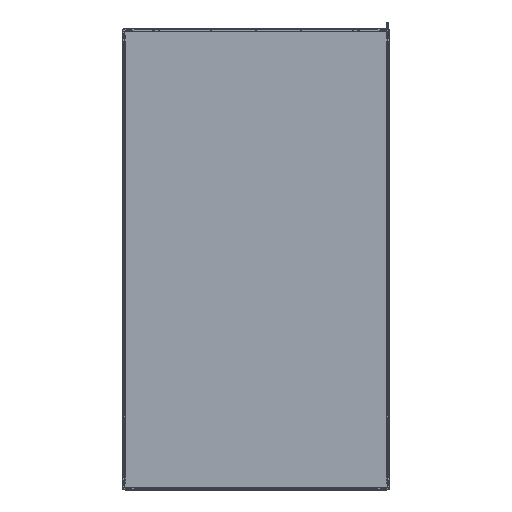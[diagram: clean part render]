
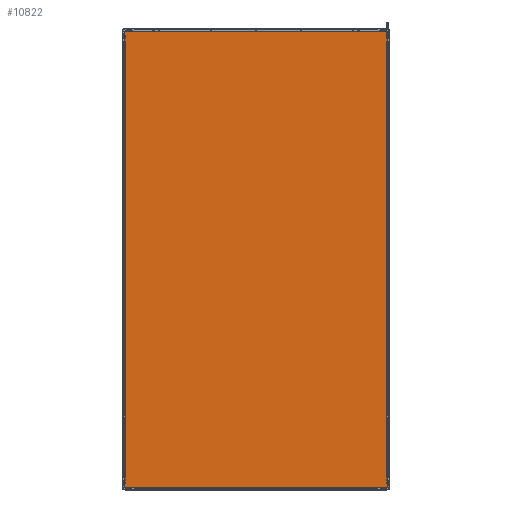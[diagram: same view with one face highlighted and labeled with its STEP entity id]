
A CAD part, top view. The second image highlights one B-rep face of the part: STEP entity #10822.
In plain terms, the highlighted face is planar.
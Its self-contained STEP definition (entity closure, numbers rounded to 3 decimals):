
#10603=CARTESIAN_POINT('',(849.2,4.,-488.05));
#10604=DIRECTION('',(0.,1.,0.));
#10605=DIRECTION('',(1.,0.,0.));
#10606=AXIS2_PLACEMENT_3D('',#10603,#10604,#10605);
#10608=DIRECTION('',(0.,0.,-1.));
#10609=VECTOR('',#10608,976.1);
#10610=CARTESIAN_POINT('',(856.7,4.,488.05));
#10611=LINE('',#10610,#10609);
#10612=CARTESIAN_POINT('',(849.2,4.,488.05));
#10613=DIRECTION('',(0.,1.,0.));
#10614=DIRECTION('',(0.,0.,1.));
#10615=AXIS2_PLACEMENT_3D('',#10612,#10613,#10614);
#10617=DIRECTION('',(1.,0.,0.));
#10618=VECTOR('',#10617,1698.4);
#10619=CARTESIAN_POINT('',(-849.2,4.,495.55));
#10620=LINE('',#10619,#10618);
#10621=CARTESIAN_POINT('',(-849.2,4.,488.05));
#10622=DIRECTION('',(0.,1.,0.));
#10623=DIRECTION('',(-1.,0.,0.));
#10624=AXIS2_PLACEMENT_3D('',#10621,#10622,#10623);
#10626=DIRECTION('',(0.,0.,1.));
#10627=VECTOR('',#10626,976.1);
#10628=CARTESIAN_POINT('',(-856.7,4.,-488.05));
#10629=LINE('',#10628,#10627);
#10630=CARTESIAN_POINT('',(-849.2,4.,-488.05));
#10631=DIRECTION('',(0.,1.,0.));
#10632=DIRECTION('',(0.,0.,-1.));
#10633=AXIS2_PLACEMENT_3D('',#10630,#10631,#10632);
#10635=DIRECTION('',(-1.,0.,0.));
#10636=VECTOR('',#10635,1698.4);
#10637=CARTESIAN_POINT('',(849.2,4.,-495.55));
#10638=LINE('',#10637,#10636);
#10643=CARTESIAN_POINT('',(856.7,4.,-488.05));
#10644=VERTEX_POINT('',#10643);
#10645=CARTESIAN_POINT('',(849.2,4.,-495.55));
#10646=VERTEX_POINT('',#10645);
#10651=CARTESIAN_POINT('',(-849.2,4.,-495.55));
#10652=VERTEX_POINT('',#10651);
#10653=CARTESIAN_POINT('',(-856.7,4.,-488.05));
#10654=VERTEX_POINT('',#10653);
#10659=CARTESIAN_POINT('',(849.2,4.,495.55));
#10660=VERTEX_POINT('',#10659);
#10661=CARTESIAN_POINT('',(856.7,4.,488.05));
#10662=VERTEX_POINT('',#10661);
#10667=CARTESIAN_POINT('',(-856.7,4.,488.05));
#10668=VERTEX_POINT('',#10667);
#10669=CARTESIAN_POINT('',(-849.2,4.,495.55));
#10670=VERTEX_POINT('',#10669);
#10807=CARTESIAN_POINT('',(0.,4.,0.));
#10808=DIRECTION('',(0.,1.,0.));
#10809=DIRECTION('',(1.,0.,0.));
#10810=AXIS2_PLACEMENT_3D('',#10807,#10808,#10809);
#10811=PLANE('',#10810);
#10812=ORIENTED_EDGE('',*,*,#10703,.F.);
#10813=ORIENTED_EDGE('',*,*,#10719,.F.);
#10814=ORIENTED_EDGE('',*,*,#10732,.F.);
#10815=ORIENTED_EDGE('',*,*,#10747,.F.);
#10816=ORIENTED_EDGE('',*,*,#10760,.F.);
#10817=ORIENTED_EDGE('',*,*,#10773,.F.);
#10818=ORIENTED_EDGE('',*,*,#10788,.F.);
#10819=ORIENTED_EDGE('',*,*,#10800,.F.);
#10820=EDGE_LOOP('',(#10812,#10813,#10814,#10815,#10816,#10817,#10818,#10819));
#10821=FACE_OUTER_BOUND('',#10820,.F.);
#10607=CIRCLE('',#10606,7.5);
#10616=CIRCLE('',#10615,7.5);
#10625=CIRCLE('',#10624,7.5);
#10634=CIRCLE('',#10633,7.5);
#10703=EDGE_CURVE('',#10644,#10646,#10607,.T.);
#10719=EDGE_CURVE('',#10662,#10644,#10611,.T.);
#10732=EDGE_CURVE('',#10660,#10662,#10616,.T.);
#10747=EDGE_CURVE('',#10670,#10660,#10620,.T.);
#10760=EDGE_CURVE('',#10668,#10670,#10625,.T.);
#10773=EDGE_CURVE('',#10654,#10668,#10629,.T.);
#10788=EDGE_CURVE('',#10652,#10654,#10634,.T.);
#10800=EDGE_CURVE('',#10646,#10652,#10638,.T.);
#10822=ADVANCED_FACE('',(#10821),#10811,.T.);
